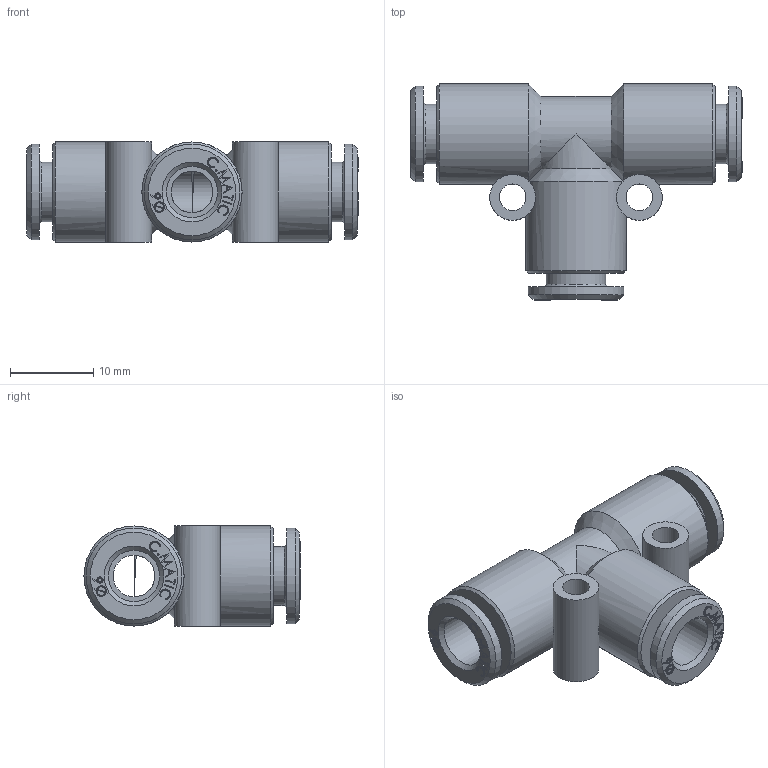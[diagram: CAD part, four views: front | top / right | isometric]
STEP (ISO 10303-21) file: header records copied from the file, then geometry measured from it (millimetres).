
FILE_DESCRIPTION( ( 'STEP AP214' ), '1' );
FILE_NAME( 'psolqas_5044_42.stp', '2021-03-04T17:01:14', ( 'License CC BY-ND 4.0' ), ( 'CADENAS' ), ' ', 'PARTsolutions', ' ' );
FILE_SCHEMA( ( 'AUTOMOTIVE_DESIGN { 1 0 10303 214 1 1 1 1 }' ) );
Length unit declared in the file: metre
Products named in the file (1): Rivoluzione2
Bounding box: 39.8 x 25.9 x 12 mm (x, y, z)
Volume: 4013.2 mm3; surface area: 4052.4 mm2
Topology: 1 solids, 1 shells, 374 faces, 964 edges, 641 vertices
Faces by surface type: plane 208, bspline 129, cylinder 21, cone 16
Full cylindrical faces by diameter (mm): 3.2 x2, 5 x2, 5.5 x2, 6.15 x3, 7.1 x3, 11.5 x3, 12 x3
Entity records: 21250 total; most frequent: CARTESIAN_POINT 10174, ORIENTED_EDGE 1848, DIRECTION 1184, EDGE_CURVE 924, VERTEX_POINT 632, LINE 588, VECTOR 588, EDGE_LOOP 462
